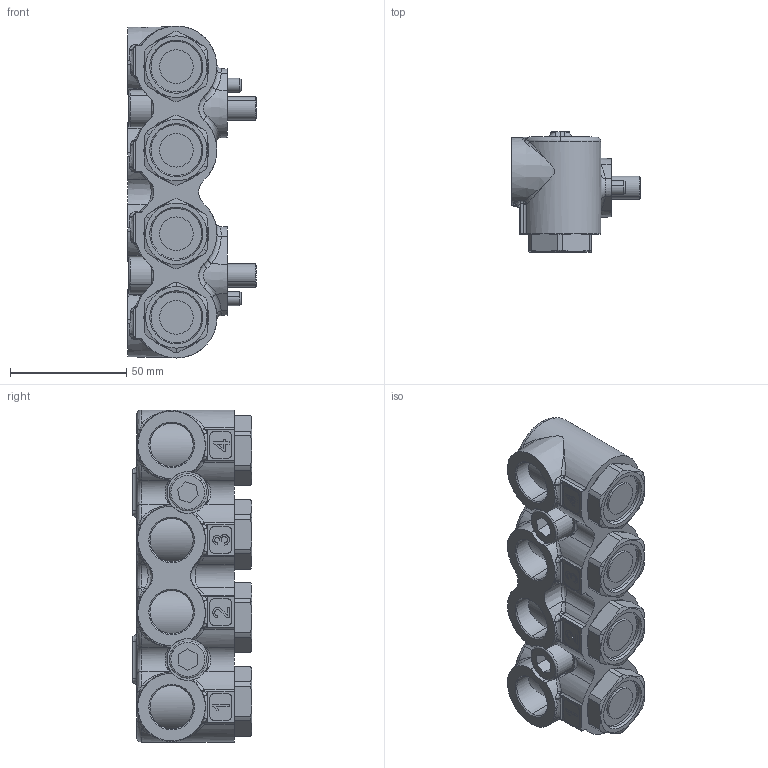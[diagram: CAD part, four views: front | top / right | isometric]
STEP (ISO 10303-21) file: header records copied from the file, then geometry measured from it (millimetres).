
FILE_DESCRIPTION (( 'STEP AP203' ), '1' );
FILE_NAME ('P6715A.STEP', '2020-01-10T14:37:17', ( 'admin' ), ( '' ), 'SwSTEP 2.0', 'SolidWorks 2017', '' );
FILE_SCHEMA (( 'CONFIG_CONTROL_DESIGN' ));
Length unit declared in the file: millimetre
Products named in the file (1): P6715A
Bounding box: 55.5 x 51.6 x 143 mm (x, y, z)
Volume: 222973.4 mm3; surface area: 52157.7 mm2
Topology: 13 solids, 13 shells, 709 faces, 1783 edges, 1127 vertices
Faces by surface type: cylinder 200, plane 177, bspline 169, cone 127, torus 36
Entity records: 28550 total; most frequent: CARTESIAN_POINT 12789, ORIENTED_EDGE 3558, DIRECTION 2966, EDGE_CURVE 1779, AXIS2_PLACEMENT_3D 1193, VERTEX_POINT 1127, EDGE_LOOP 744, FACE_OUTER_BOUND 709
